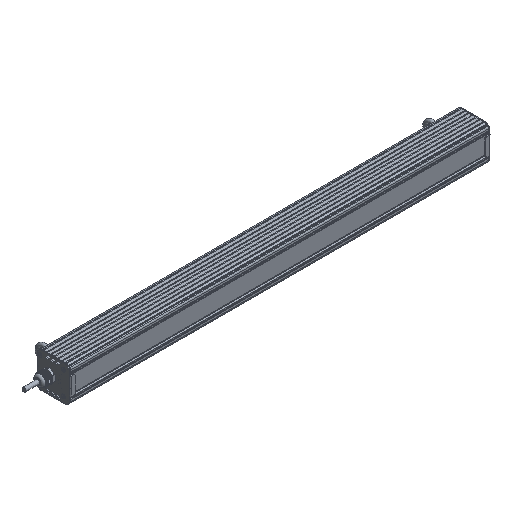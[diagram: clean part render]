
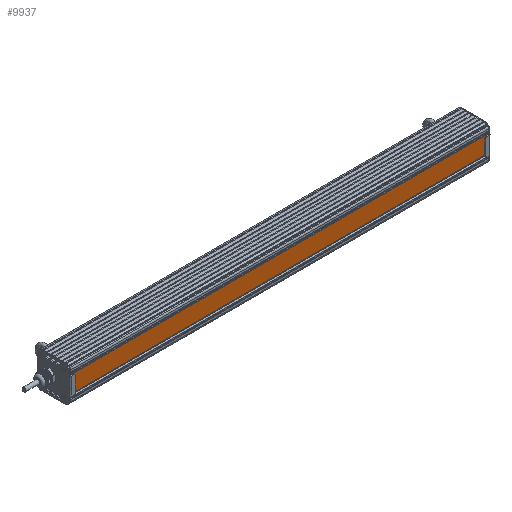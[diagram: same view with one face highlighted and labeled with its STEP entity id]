
A CAD part, isometric view. The second image highlights one B-rep face of the part: STEP entity #9937.
In plain terms, the highlighted planar face has unit normal (0, -1, 0).
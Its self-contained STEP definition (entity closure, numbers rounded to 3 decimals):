
#9937=ADVANCED_FACE('',(#20974),#20976,.F.);
#20974=FACE_BOUND('',#20975,.T.);
#20975=EDGE_LOOP('',(#45333,#45334,#45335,#45336));
#20976=PLANE('',#20977);
#20977=AXIS2_PLACEMENT_3D('',#20978,#20979,#20980);
#20978=CARTESIAN_POINT('',(0.,0.,0.));
#20979=DIRECTION('',(0.,1.,0.));
#20980=DIRECTION('',(0.,0.,-1.));
#45333=ORIENTED_EDGE('',*,*,#49515,.F.);
#45334=ORIENTED_EDGE('',*,*,#49512,.F.);
#45335=ORIENTED_EDGE('',*,*,#49509,.F.);
#45336=ORIENTED_EDGE('',*,*,#49505,.F.);
#49505=EDGE_CURVE('',#55519,#55520,#55521,.T.);
#49509=EDGE_CURVE('',#55520,#55527,#55528,.T.);
#49512=EDGE_CURVE('',#55527,#55532,#55533,.T.);
#49515=EDGE_CURVE('',#55532,#55519,#55537,.T.);
#55519=VERTEX_POINT('',#75499);
#55520=VERTEX_POINT('',#75500);
#55521=LINE('',#75501,#75502);
#55527=VERTEX_POINT('',#75515);
#55528=LINE('',#75516,#75517);
#55532=VERTEX_POINT('',#75526);
#55533=LINE('',#75527,#75528);
#55537=LINE('',#75537,#75538);
#75499=CARTESIAN_POINT('',(25.705,0.,448.));
#75500=CARTESIAN_POINT('',(25.705,0.,-448.));
#75501=CARTESIAN_POINT('',(25.705,0.,448.));
#75502=VECTOR('',#75503,1.);
#75503=DIRECTION('',(0.,0.,-1.));
#75515=CARTESIAN_POINT('',(-25.705,0.,-448.));
#75516=CARTESIAN_POINT('',(25.705,0.,-448.));
#75517=VECTOR('',#75518,1.);
#75518=DIRECTION('',(-1.,0.,0.));
#75526=CARTESIAN_POINT('',(-25.705,0.,448.));
#75527=CARTESIAN_POINT('',(-25.705,0.,-448.));
#75528=VECTOR('',#75529,1.);
#75529=DIRECTION('',(0.,0.,1.));
#75537=CARTESIAN_POINT('',(-25.705,0.,448.));
#75538=VECTOR('',#75539,1.);
#75539=DIRECTION('',(1.,0.,0.));
